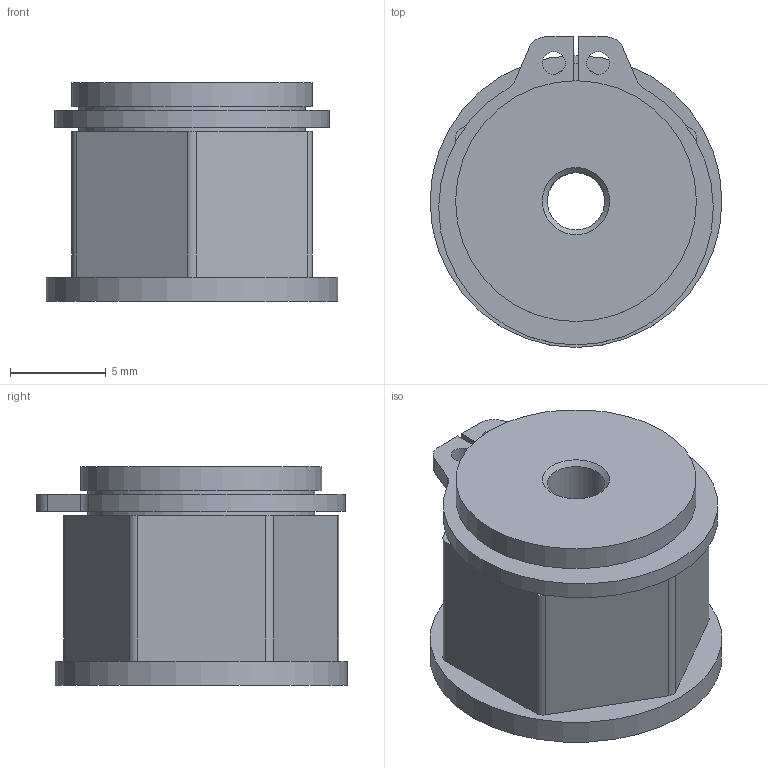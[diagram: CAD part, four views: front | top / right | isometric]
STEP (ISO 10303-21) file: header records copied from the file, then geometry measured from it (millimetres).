
FILE_DESCRIPTION(/* description */ (''),/* implementation_level */ '2;1');
FILE_NAME(/* name */ 'T40_Hub_With_Retainer.step',/* time_stamp */ '2022-08-19T09:09:36-05:00',/* author */ (''),/* organization */ (''),/* preprocessor_version */ 'ST-DEVELOPER v19',/* originating_system */ 'Autodesk Translation Framework v11.7.0.108',/* authorisation */ '');
FILE_SCHEMA (('AUTOMOTIVE_DESIGN { 1 0 10303 214 3 1 1 }'));
Length unit declared in the file: inch
Products named in the file (4): T40 Hub; 94105A142_Alloy Steel Flat-Tip Set Screws; 97633A200_External Retaining Ring; Hub Body
Assembly tree (3 placements, depth 2):
  T40 Hub
    94105A142_Alloy Steel Flat-Tip Set Screws
    97633A200_External Retaining Ring
    Hub Body
Bounding box: 15.24 x 16.22 x 11.43 mm (x, y, z)
Volume: 1534.7 mm3; surface area: 1273.5 mm2
Topology: 3 solids, 3 shells, 74 faces, 174 edges, 109 vertices
Faces by surface type: plane 33, cylinder 27, cone 12, bspline 2
Full cylindrical faces by diameter (mm): 1.194 x2, 2.474 x3, 2.705 x1, 3 x1, 3.505 x2, 11.849 x1, 12.573 x1, 15.24 x1
Entity records: 2961 total; most frequent: CARTESIAN_POINT 1153, DIRECTION 360, ORIENTED_EDGE 346, EDGE_CURVE 173, AXIS2_PLACEMENT_3D 138, VERTEX_POINT 109, EDGE_LOOP 86, LINE 84
